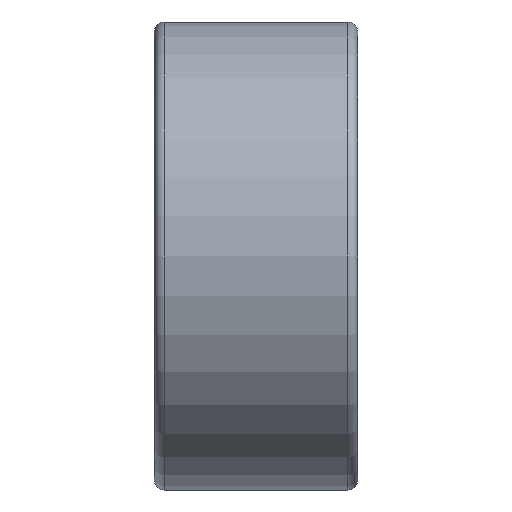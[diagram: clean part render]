
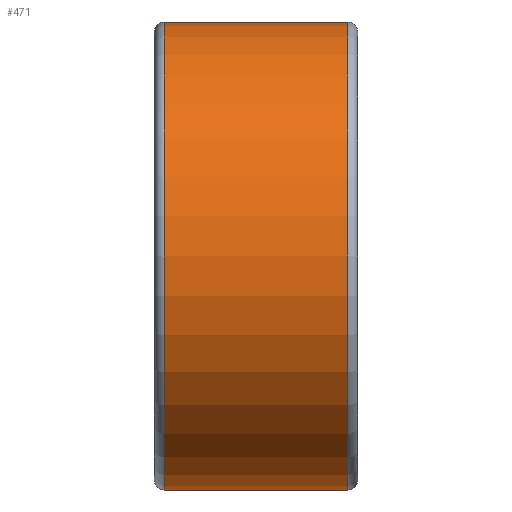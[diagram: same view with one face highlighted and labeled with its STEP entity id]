
A CAD part, left-side view. The second image highlights one B-rep face of the part: STEP entity #471.
In plain terms, the highlighted cylindrical face has radius 4.6 mm (diameter 9.2 mm), a partial arc.
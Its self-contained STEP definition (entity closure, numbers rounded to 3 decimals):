
#6 = DIRECTION ( 'NONE',  ( 0., 0., -1. ) ) ;
#16 = CARTESIAN_POINT ( 'NONE',  ( 0., 2., 0. ) ) ;
#52 = VERTEX_POINT ( 'NONE', #425 ) ;
#104 = DIRECTION ( 'NONE',  ( 0., 1., 0. ) ) ;
#115 = CIRCLE ( 'NONE', #736, 4.6 ) ;
#127 = ORIENTED_EDGE ( 'NONE', *, *, #594, .T. ) ;
#171 = VECTOR ( 'NONE', #879, 1000. ) ;
#190 = VERTEX_POINT ( 'NONE', #610 ) ;
#241 = CARTESIAN_POINT ( 'NONE',  ( 2.215, 2., -4.032 ) ) ;
#244 = ORIENTED_EDGE ( 'NONE', *, *, #512, .T. ) ;
#258 = EDGE_CURVE ( 'NONE', #190, #52, #303, .T. ) ;
#303 = LINE ( 'NONE', #241, #171 ) ;
#321 = ORIENTED_EDGE ( 'NONE', *, *, #258, .T. ) ;
#367 = AXIS2_PLACEMENT_3D ( 'NONE', #604, #540, #859 ) ;
#425 = CARTESIAN_POINT ( 'NONE',  ( 2.215, -1.8, -4.032 ) ) ;
#460 = VECTOR ( 'NONE', #1008, 1000. ) ;
#471 = ADVANCED_FACE ( 'NONE', ( #493 ), #1078, .T. ) ;
#488 = EDGE_CURVE ( 'NONE', #966, #754, #1073, .T. ) ;
#493 = FACE_OUTER_BOUND ( 'NONE', #1031, .T. ) ;
#512 = EDGE_CURVE ( 'NONE', #52, #754, #115, .T. ) ;
#523 = AXIS2_PLACEMENT_3D ( 'NONE', #16, #831, #6 ) ;
#540 = DIRECTION ( 'NONE',  ( 0., -1., 0. ) ) ;
#555 = CIRCLE ( 'NONE', #367, 4.6 ) ;
#594 = EDGE_CURVE ( 'NONE', #966, #190, #555, .T. ) ;
#604 = CARTESIAN_POINT ( 'NONE',  ( 0., 1.8, 0. ) ) ;
#610 = CARTESIAN_POINT ( 'NONE',  ( 2.215, 1.8, -4.032 ) ) ;
#660 = CARTESIAN_POINT ( 'NONE',  ( 2.215, 2., 4.032 ) ) ;
#701 = CARTESIAN_POINT ( 'NONE',  ( 2.215, -1.8, 4.032 ) ) ;
#736 = AXIS2_PLACEMENT_3D ( 'NONE', #908, #104, #1033 ) ;
#754 = VERTEX_POINT ( 'NONE', #701 ) ;
#831 = DIRECTION ( 'NONE',  ( 0., -1., 0. ) ) ;
#859 = DIRECTION ( 'NONE',  ( 0., 0., 1. ) ) ;
#879 = DIRECTION ( 'NONE',  ( 0., -1., 0. ) ) ;
#908 = CARTESIAN_POINT ( 'NONE',  ( 0., -1.8, 0. ) ) ;
#916 = ORIENTED_EDGE ( 'NONE', *, *, #488, .F. ) ;
#966 = VERTEX_POINT ( 'NONE', #984 ) ;
#984 = CARTESIAN_POINT ( 'NONE',  ( 2.215, 1.8, 4.032 ) ) ;
#1008 = DIRECTION ( 'NONE',  ( 0., -1., 0. ) ) ;
#1031 = EDGE_LOOP ( 'NONE', ( #321, #244, #916, #127 ) ) ;
#1033 = DIRECTION ( 'NONE',  ( 0., 0., 1. ) ) ;
#1073 = LINE ( 'NONE', #660, #460 ) ;
#1078 = CYLINDRICAL_SURFACE ( 'NONE', #523, 4.6 ) ;
